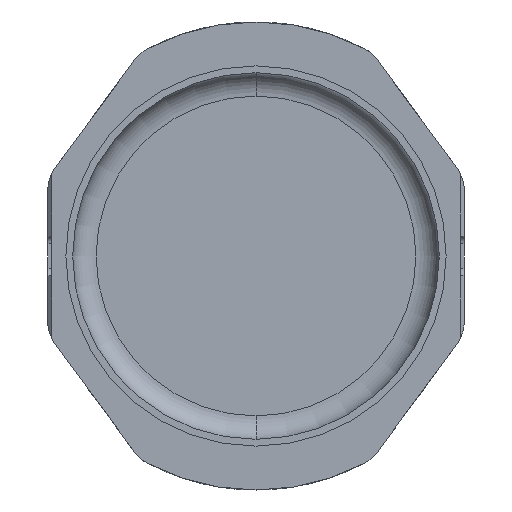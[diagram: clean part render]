
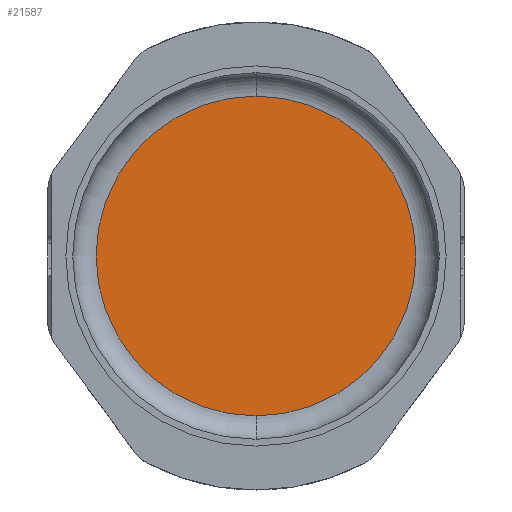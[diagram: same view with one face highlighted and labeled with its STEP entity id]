
A CAD part, front view. The second image highlights one B-rep face of the part: STEP entity #21587.
In plain terms, the highlighted planar face has unit normal (0, -1, 0).
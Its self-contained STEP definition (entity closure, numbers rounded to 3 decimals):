
#5416 = CIRCLE ( 'NONE', #17751, 41. ) ;
#6242 = CARTESIAN_POINT ( 'NONE',  ( 0., 84.8, 41. ) ) ;
#6323 = DIRECTION ( 'NONE',  ( 0., -1., 0. ) ) ;
#6641 = CARTESIAN_POINT ( 'NONE',  ( 0., 84.8, -41. ) ) ;
#6898 = ORIENTED_EDGE ( 'NONE', *, *, #13207, .T. ) ;
#7501 = CIRCLE ( 'NONE', #10336, 41. ) ;
#8181 = DIRECTION ( 'NONE',  ( 0., 0., 1. ) ) ;
#8200 = CARTESIAN_POINT ( 'NONE',  ( 0., 84.8, 0. ) ) ;
#9861 = PLANE ( 'NONE',  #19929 ) ;
#10174 = EDGE_LOOP ( 'NONE', ( #6898, #15800 ) ) ;
#10298 = DIRECTION ( 'NONE',  ( 0., 0., 1. ) ) ;
#10336 = AXIS2_PLACEMENT_3D ( 'NONE', #17780, #12592, #11043 ) ;
#11043 = DIRECTION ( 'NONE',  ( 0., 0., 1. ) ) ;
#11349 = VERTEX_POINT ( 'NONE', #6242 ) ;
#12592 = DIRECTION ( 'NONE',  ( 0., -1., 0. ) ) ;
#12770 = VERTEX_POINT ( 'NONE', #6641 ) ;
#13025 = EDGE_CURVE ( 'NONE', #12770, #11349, #5416, .T. ) ;
#13207 = EDGE_CURVE ( 'NONE', #11349, #12770, #7501, .T. ) ;
#15299 = FACE_OUTER_BOUND ( 'NONE', #10174, .T. ) ;
#15800 = ORIENTED_EDGE ( 'NONE', *, *, #13025, .T. ) ;
#16380 = CARTESIAN_POINT ( 'NONE',  ( 0., 84.8, 0. ) ) ;
#17751 = AXIS2_PLACEMENT_3D ( 'NONE', #16380, #6323, #8181 ) ;
#17780 = CARTESIAN_POINT ( 'NONE',  ( 0., 84.8, 0. ) ) ;
#19929 = AXIS2_PLACEMENT_3D ( 'NONE', #8200, #20368, #10298 ) ;
#20368 = DIRECTION ( 'NONE',  ( 0., 1., 0. ) ) ;
#21587 = ADVANCED_FACE ( 'NONE', ( #15299 ), #9861, .F. ) ;
